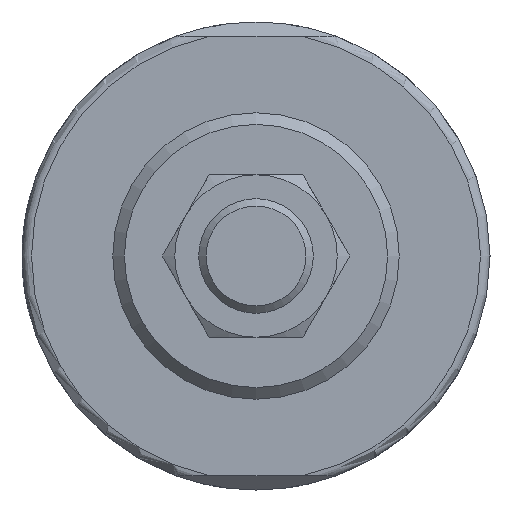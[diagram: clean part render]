
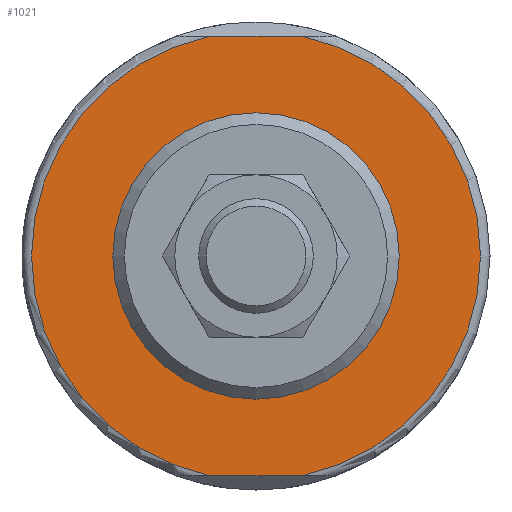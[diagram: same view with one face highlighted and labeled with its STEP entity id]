
A CAD part, left-side view. The second image highlights one B-rep face of the part: STEP entity #1021.
In plain terms, the highlighted planar face has unit normal (-1, 0, 0).
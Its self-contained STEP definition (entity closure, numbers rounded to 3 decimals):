
#43=PLANE('',#1174);
#138=LINE('',#1766,#176);
#139=LINE('',#1770,#177);
#176=VECTOR('',#1356,1000.);
#177=VECTOR('',#1359,1000.);
#238=ORIENTED_EDGE('',*,*,#512,.F.);
#239=ORIENTED_EDGE('',*,*,#513,.T.);
#240=ORIENTED_EDGE('',*,*,#514,.F.);
#241=ORIENTED_EDGE('',*,*,#515,.F.);
#242=ORIENTED_EDGE('',*,*,#516,.T.);
#512=EDGE_CURVE('',#647,#648,#728,.T.);
#513=EDGE_CURVE('',#647,#649,#138,.T.);
#514=EDGE_CURVE('',#650,#649,#729,.T.);
#515=EDGE_CURVE('',#648,#650,#139,.T.);
#516=EDGE_CURVE('',#651,#651,#730,.T.);
#647=VERTEX_POINT('',#1764);
#648=VERTEX_POINT('',#1765);
#649=VERTEX_POINT('',#1767);
#650=VERTEX_POINT('',#1769);
#651=VERTEX_POINT('',#1772);
#728=CIRCLE('',#1175,23.5);
#729=CIRCLE('',#1176,23.5);
#730=CIRCLE('',#1177,15.);
#787=EDGE_LOOP('',(#238,#239,#240,#241));
#788=EDGE_LOOP('',(#242));
#899=FACE_BOUND('',#787,.T.);
#900=FACE_BOUND('',#788,.T.);
#1021=ADVANCED_FACE('',(#899,#900),#43,.F.);
#1174=AXIS2_PLACEMENT_3D('',#1762,#1352,#1353);
#1175=AXIS2_PLACEMENT_3D('',#1763,#1354,#1355);
#1176=AXIS2_PLACEMENT_3D('',#1768,#1357,#1358);
#1177=AXIS2_PLACEMENT_3D('',#1771,#1360,#1361);
#1352=DIRECTION('',(1.,0.,0.));
#1353=DIRECTION('',(0.,0.,-1.));
#1354=DIRECTION('',(1.,0.,0.));
#1355=DIRECTION('',(0.,0.,-1.));
#1356=DIRECTION('',(0.,-1.,0.));
#1357=DIRECTION('',(1.,0.,0.));
#1358=DIRECTION('',(0.,0.,-1.));
#1359=DIRECTION('',(0.,-1.,0.));
#1360=DIRECTION('',(1.,0.,0.));
#1361=DIRECTION('',(0.,0.,-1.));
#1762=CARTESIAN_POINT('',(0.,0.,0.));
#1763=CARTESIAN_POINT('',(0.,0.,0.));
#1764=CARTESIAN_POINT('',(0.,4.822,-23.));
#1765=CARTESIAN_POINT('',(0.,4.822,23.));
#1766=CARTESIAN_POINT('',(0.,20.,-23.));
#1767=CARTESIAN_POINT('',(0.,-4.822,-23.));
#1768=CARTESIAN_POINT('',(0.,0.,0.));
#1769=CARTESIAN_POINT('',(0.,-4.822,23.));
#1770=CARTESIAN_POINT('',(0.,20.,23.));
#1771=CARTESIAN_POINT('',(0.,0.,0.));
#1772=CARTESIAN_POINT('',(0.,0.,-15.));
